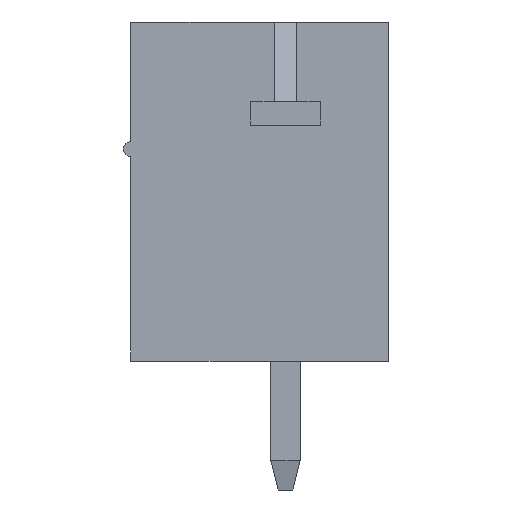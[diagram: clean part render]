
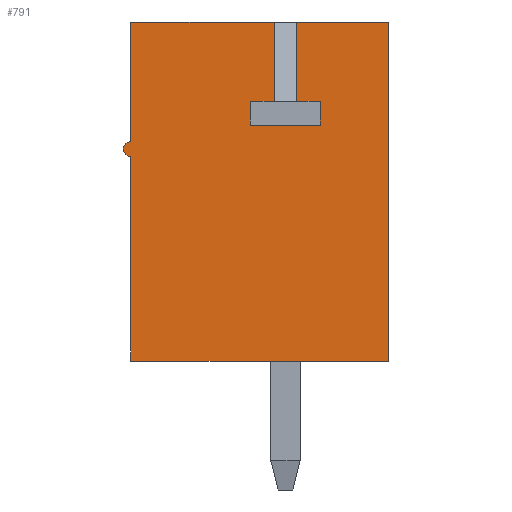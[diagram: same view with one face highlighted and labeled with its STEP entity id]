
A CAD part, left-side view. The second image highlights one B-rep face of the part: STEP entity #791.
In plain terms, the highlighted planar face has unit normal (-1, 0, 0).
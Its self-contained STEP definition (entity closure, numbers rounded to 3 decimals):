
#791 = ADVANCED_FACE( '', ( #2020 ), #2021, .F. );
#2020 = FACE_OUTER_BOUND( '', #3780, .T. );
#2021 = PLANE( '', #3781 );
#3780 = EDGE_LOOP( '', ( #5713, #5714, #5715, #5716, #5717, #5718, #5719, #5720, #5721, #5722, #5723, #5724, #5725, #5726 ) );
#3781 = AXIS2_PLACEMENT_3D( '', #5727, #5728, #5729 );
#5713 = ORIENTED_EDGE( '', *, *, #11034, .T. );
#5714 = ORIENTED_EDGE( '', *, *, #11035, .T. );
#5715 = ORIENTED_EDGE( '', *, *, #11036, .F. );
#5716 = ORIENTED_EDGE( '', *, *, #11037, .T. );
#5717 = ORIENTED_EDGE( '', *, *, #11038, .T. );
#5718 = ORIENTED_EDGE( '', *, *, #11039, .T. );
#5719 = ORIENTED_EDGE( '', *, *, #11040, .F. );
#5720 = ORIENTED_EDGE( '', *, *, #11041, .F. );
#5721 = ORIENTED_EDGE( '', *, *, #11042, .F. );
#5722 = ORIENTED_EDGE( '', *, *, #11043, .T. );
#5723 = ORIENTED_EDGE( '', *, *, #11044, .T. );
#5724 = ORIENTED_EDGE( '', *, *, #11045, .T. );
#5725 = ORIENTED_EDGE( '', *, *, #11046, .T. );
#5726 = ORIENTED_EDGE( '', *, *, #11047, .T. );
#5727 = CARTESIAN_POINT( '', ( -23.455, 0., 0. ) );
#5728 = DIRECTION( '', ( 1., 0., 0. ) );
#5729 = DIRECTION( '', ( 0., 0., -1. ) );
#11034 = EDGE_CURVE( '', #13331, #13332, #13333, .T. );
#11035 = EDGE_CURVE( '', #13332, #13334, #13335, .T. );
#11036 = EDGE_CURVE( '', #13336, #13334, #13337, .T. );
#11037 = EDGE_CURVE( '', #13336, #13338, #13339, .T. );
#11038 = EDGE_CURVE( '', #13338, #13340, #13341, .F. );
#11039 = EDGE_CURVE( '', #13340, #13342, #13343, .T. );
#11040 = EDGE_CURVE( '', #13344, #13342, #13345, .T. );
#11041 = EDGE_CURVE( '', #13346, #13344, #13347, .T. );
#11042 = EDGE_CURVE( '', #13348, #13346, #13349, .T. );
#11043 = EDGE_CURVE( '', #13348, #13350, #13351, .T. );
#11044 = EDGE_CURVE( '', #13350, #13352, #13353, .T. );
#11045 = EDGE_CURVE( '', #13352, #13354, #13355, .T. );
#11046 = EDGE_CURVE( '', #13354, #13356, #13357, .T. );
#11047 = EDGE_CURVE( '', #13356, #13331, #13358, .T. );
#13331 = VERTEX_POINT( '', #16681 );
#13332 = VERTEX_POINT( '', #16682 );
#13333 = LINE( '', #16683, #16684 );
#13334 = VERTEX_POINT( '', #16685 );
#13335 = LINE( '', #16686, #16687 );
#13336 = VERTEX_POINT( '', #16688 );
#13337 = LINE( '', #16689, #16690 );
#13338 = VERTEX_POINT( '', #16691 );
#13339 = LINE( '', #16692, #16693 );
#13340 = VERTEX_POINT( '', #16694 );
#13341 = CIRCLE( '', #16695, 0.2 );
#13342 = VERTEX_POINT( '', #16696 );
#13343 = LINE( '', #16697, #16698 );
#13344 = VERTEX_POINT( '', #16699 );
#13345 = LINE( '', #16700, #16701 );
#13346 = VERTEX_POINT( '', #16702 );
#13347 = LINE( '', #16703, #16704 );
#13348 = VERTEX_POINT( '', #16705 );
#13349 = LINE( '', #16706, #16707 );
#13350 = VERTEX_POINT( '', #16708 );
#13351 = LINE( '', #16709, #16710 );
#13352 = VERTEX_POINT( '', #16711 );
#13353 = LINE( '', #16712, #16713 );
#13354 = VERTEX_POINT( '', #16714 );
#13355 = LINE( '', #16715, #16716 );
#13356 = VERTEX_POINT( '', #16717 );
#13357 = LINE( '', #16718, #16719 );
#13358 = LINE( '', #16720, #16721 );
#16681 = CARTESIAN_POINT( '', ( -23.455, 0.15, 2.45 ) );
#16682 = CARTESIAN_POINT( '', ( -23.455, -0.5, 2.45 ) );
#16683 = CARTESIAN_POINT( '', ( -23.455, 0.15, 2.45 ) );
#16684 = VECTOR( '', #21103, 1000. );
#16685 = CARTESIAN_POINT( '', ( -23.455, -0.5, 4.6 ) );
#16686 = CARTESIAN_POINT( '', ( -23.455, -0.5, 2.45 ) );
#16687 = VECTOR( '', #21104, 1000. );
#16688 = CARTESIAN_POINT( '', ( -23.455, 3.4, 4.6 ) );
#16689 = CARTESIAN_POINT( '', ( -23.455, 3.6, 4.6 ) );
#16690 = VECTOR( '', #21105, 1000. );
#16691 = CARTESIAN_POINT( '', ( -23.455, 3.4, 1.35 ) );
#16692 = CARTESIAN_POINT( '', ( -23.455, 3.4, 0. ) );
#16693 = VECTOR( '', #21106, 1000. );
#16694 = CARTESIAN_POINT( '', ( -23.455, 3.4, 0.95 ) );
#16695 = AXIS2_PLACEMENT_3D( '', #21107, #21108, #21109 );
#16696 = CARTESIAN_POINT( '', ( -23.455, 3.4, -4.6 ) );
#16697 = CARTESIAN_POINT( '', ( -23.455, 3.4, 0. ) );
#16698 = VECTOR( '', #21110, 1000. );
#16699 = CARTESIAN_POINT( '', ( -23.455, -3.6, -4.6 ) );
#16700 = CARTESIAN_POINT( '', ( -23.455, -3.6, -4.6 ) );
#16701 = VECTOR( '', #21111, 1000. );
#16702 = CARTESIAN_POINT( '', ( -23.455, -3.6, 4.6 ) );
#16703 = CARTESIAN_POINT( '', ( -23.455, -3.6, 4.6 ) );
#16704 = VECTOR( '', #21112, 1000. );
#16705 = CARTESIAN_POINT( '', ( -23.455, -1.1, 4.6 ) );
#16706 = CARTESIAN_POINT( '', ( -23.455, 3.6, 4.6 ) );
#16707 = VECTOR( '', #21113, 1000. );
#16708 = CARTESIAN_POINT( '', ( -23.455, -1.1, 2.45 ) );
#16709 = CARTESIAN_POINT( '', ( -23.455, -1.1, 4.6 ) );
#16710 = VECTOR( '', #21114, 1000. );
#16711 = CARTESIAN_POINT( '', ( -23.455, -1.75, 2.45 ) );
#16712 = CARTESIAN_POINT( '', ( -23.455, -1.1, 2.45 ) );
#16713 = VECTOR( '', #21115, 1000. );
#16714 = CARTESIAN_POINT( '', ( -23.455, -1.75, 1.8 ) );
#16715 = CARTESIAN_POINT( '', ( -23.455, -1.75, 2.45 ) );
#16716 = VECTOR( '', #21116, 1000. );
#16717 = CARTESIAN_POINT( '', ( -23.455, 0.15, 1.8 ) );
#16718 = CARTESIAN_POINT( '', ( -23.455, -1.75, 1.8 ) );
#16719 = VECTOR( '', #21117, 1000. );
#16720 = CARTESIAN_POINT( '', ( -23.455, 0.15, 1.8 ) );
#16721 = VECTOR( '', #21118, 1000. );
#21103 = DIRECTION( '', ( 0., -1., 0. ) );
#21104 = DIRECTION( '', ( 0., 0., 1. ) );
#21105 = DIRECTION( '', ( 0., -1., 0. ) );
#21106 = DIRECTION( '', ( 0., 0., -1. ) );
#21107 = CARTESIAN_POINT( '', ( -23.455, 3.4, 1.15 ) );
#21108 = DIRECTION( '', ( 1., 0., 0. ) );
#21109 = DIRECTION( '', ( 0., 0., -1. ) );
#21110 = DIRECTION( '', ( 0., 0., -1. ) );
#21111 = DIRECTION( '', ( 0., 1., 0. ) );
#21112 = DIRECTION( '', ( 0., 0., -1. ) );
#21113 = DIRECTION( '', ( 0., -1., 0. ) );
#21114 = DIRECTION( '', ( 0., 0., -1. ) );
#21115 = DIRECTION( '', ( 0., -1., 0. ) );
#21116 = DIRECTION( '', ( 0., 0., -1. ) );
#21117 = DIRECTION( '', ( 0., 1., 0. ) );
#21118 = DIRECTION( '', ( 0., 0., 1. ) );
